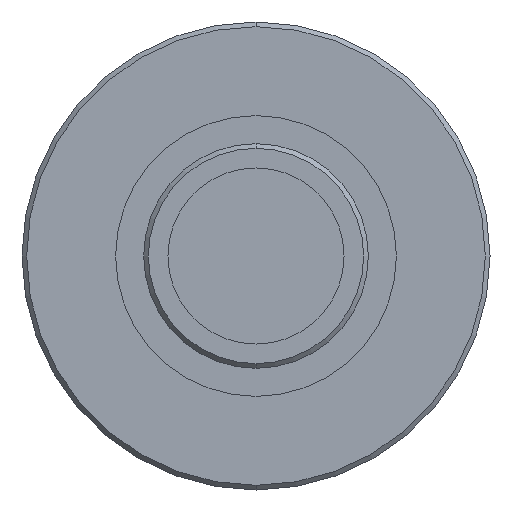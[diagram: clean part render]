
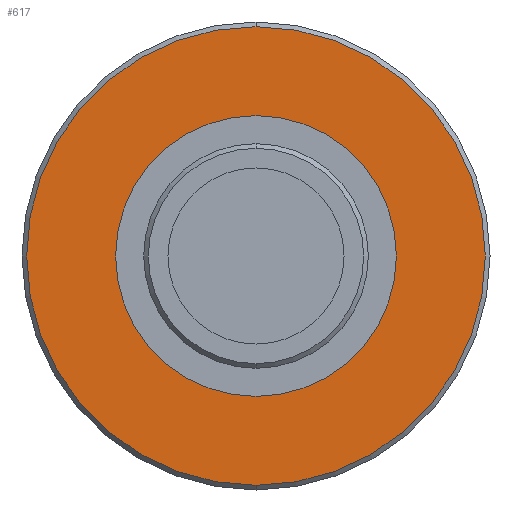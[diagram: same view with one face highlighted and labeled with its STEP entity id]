
A CAD part, front view. The second image highlights one B-rep face of the part: STEP entity #617.
In plain terms, the highlighted planar face has unit normal (0, -1, 0).
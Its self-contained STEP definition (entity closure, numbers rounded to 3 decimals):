
#19 = AXIS2_PLACEMENT_3D ( 'NONE', #457, #684, #395 ) ;
#29 = CARTESIAN_POINT ( 'NONE',  ( 0., 14.87, -12.25 ) ) ;
#39 = AXIS2_PLACEMENT_3D ( 'NONE', #515, #749, #234 ) ;
#54 = CARTESIAN_POINT ( 'NONE',  ( 0., 14.87, -7.5 ) ) ;
#60 = VERTEX_POINT ( 'NONE', #29 ) ;
#72 = VERTEX_POINT ( 'NONE', #437 ) ;
#82 = CIRCLE ( 'NONE', #531, 7.5 ) ;
#115 = EDGE_LOOP ( 'NONE', ( #387, #188 ) ) ;
#136 = CARTESIAN_POINT ( 'NONE',  ( 0., 14.87, 0. ) ) ;
#160 = DIRECTION ( 'NONE',  ( 0., 0., -1. ) ) ;
#165 = AXIS2_PLACEMENT_3D ( 'NONE', #136, #669, #160 ) ;
#169 = FACE_BOUND ( 'NONE', #698, .T. ) ;
#187 = EDGE_CURVE ( 'NONE', #568, #540, #679, .T. ) ;
#188 = ORIENTED_EDGE ( 'NONE', *, *, #595, .T. ) ;
#214 = DIRECTION ( 'NONE',  ( 0., 0., -1. ) ) ;
#234 = DIRECTION ( 'NONE',  ( 0., 0., -1. ) ) ;
#235 = CIRCLE ( 'NONE', #165, 12.25 ) ;
#340 = CARTESIAN_POINT ( 'NONE',  ( 0., 14.87, 7.5 ) ) ;
#342 = AXIS2_PLACEMENT_3D ( 'NONE', #560, #681, #736 ) ;
#346 = ORIENTED_EDGE ( 'NONE', *, *, #446, .F. ) ;
#373 = DIRECTION ( 'NONE',  ( 0., -1., 0. ) ) ;
#387 = ORIENTED_EDGE ( 'NONE', *, *, #438, .T. ) ;
#395 = DIRECTION ( 'NONE',  ( 0., 0., -1. ) ) ;
#437 = CARTESIAN_POINT ( 'NONE',  ( 0., 14.87, 12.25 ) ) ;
#438 = EDGE_CURVE ( 'NONE', #72, #60, #235, .T. ) ;
#446 = EDGE_CURVE ( 'NONE', #540, #568, #82, .T. ) ;
#452 = FACE_OUTER_BOUND ( 'NONE', #115, .T. ) ;
#457 = CARTESIAN_POINT ( 'NONE',  ( 7.5, 14.87, 0. ) ) ;
#515 = CARTESIAN_POINT ( 'NONE',  ( 0., 14.87, 0. ) ) ;
#531 = AXIS2_PLACEMENT_3D ( 'NONE', #713, #373, #214 ) ;
#540 = VERTEX_POINT ( 'NONE', #54 ) ;
#560 = CARTESIAN_POINT ( 'NONE',  ( 0., 14.87, 0. ) ) ;
#568 = VERTEX_POINT ( 'NONE', #340 ) ;
#594 = CIRCLE ( 'NONE', #342, 12.25 ) ;
#595 = EDGE_CURVE ( 'NONE', #60, #72, #594, .T. ) ;
#617 = ADVANCED_FACE ( 'NONE', ( #452, #169 ), #676, .T. ) ;
#669 = DIRECTION ( 'NONE',  ( 0., -1., 0. ) ) ;
#676 = PLANE ( 'NONE',  #19 ) ;
#679 = CIRCLE ( 'NONE', #39, 7.5 ) ;
#681 = DIRECTION ( 'NONE',  ( 0., -1., 0. ) ) ;
#684 = DIRECTION ( 'NONE',  ( 0., -1., 0. ) ) ;
#698 = EDGE_LOOP ( 'NONE', ( #346, #737 ) ) ;
#713 = CARTESIAN_POINT ( 'NONE',  ( 0., 14.87, 0. ) ) ;
#736 = DIRECTION ( 'NONE',  ( 0., 0., -1. ) ) ;
#737 = ORIENTED_EDGE ( 'NONE', *, *, #187, .F. ) ;
#749 = DIRECTION ( 'NONE',  ( 0., -1., 0. ) ) ;
